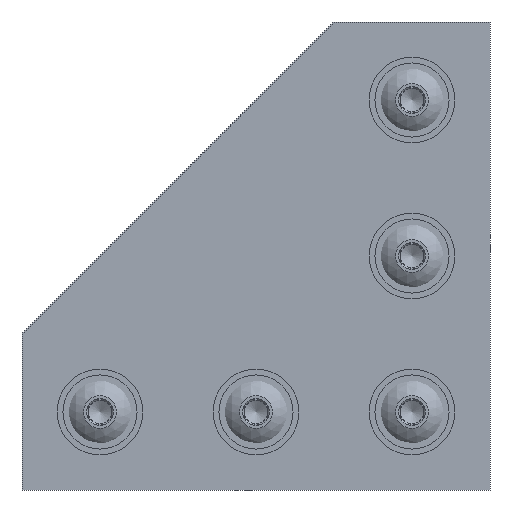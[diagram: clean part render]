
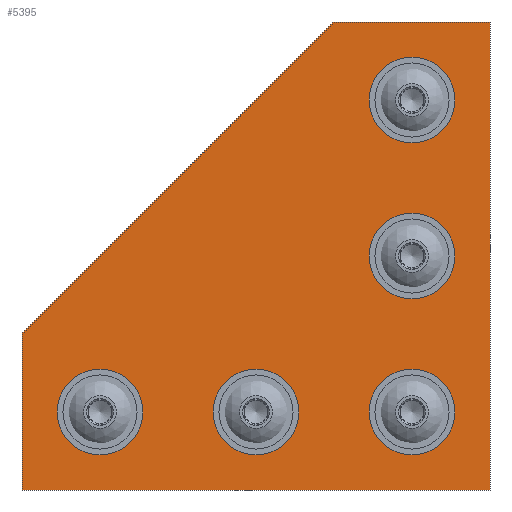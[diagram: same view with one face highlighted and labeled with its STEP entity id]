
A CAD part, front view. The second image highlights one B-rep face of the part: STEP entity #5395.
In plain terms, the highlighted planar face has unit normal (0, -1, 0).
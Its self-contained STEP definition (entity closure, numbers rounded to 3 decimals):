
#53=FACE_BOUND('',#1047,.T.);
#54=FACE_BOUND('',#1048,.T.);
#55=FACE_BOUND('',#1049,.T.);
#56=FACE_BOUND('',#1050,.T.);
#57=FACE_BOUND('',#1051,.T.);
#679=FACE_OUTER_BOUND('',#1046,.T.);
#1046=EDGE_LOOP('',(#4826,#4827,#4828,#4829,#4830));
#1047=EDGE_LOOP('',(#4831));
#1048=EDGE_LOOP('',(#4832));
#1049=EDGE_LOOP('',(#4833));
#1050=EDGE_LOOP('',(#4834));
#1051=EDGE_LOOP('',(#4835));
#1444=LINE('',#10104,#1844);
#1451=LINE('',#10153,#1851);
#1452=LINE('',#10155,#1852);
#1453=LINE('',#10157,#1853);
#1454=LINE('',#10158,#1854);
#1844=VECTOR('',#7557,10.);
#1851=VECTOR('',#7616,10.);
#1852=VECTOR('',#7617,10.);
#1853=VECTOR('',#7618,10.);
#1854=VECTOR('',#7619,10.);
#2107=CIRCLE('',#6017,5.5);
#2110=CIRCLE('',#6022,5.5);
#2113=CIRCLE('',#6027,5.5);
#2116=CIRCLE('',#6032,5.5);
#2119=CIRCLE('',#6037,5.5);
#2574=VERTEX_POINT('',#10101);
#2575=VERTEX_POINT('',#10103);
#2576=VERTEX_POINT('',#10107);
#2579=VERTEX_POINT('',#10116);
#2582=VERTEX_POINT('',#10125);
#2585=VERTEX_POINT('',#10134);
#2588=VERTEX_POINT('',#10143);
#2591=VERTEX_POINT('',#10152);
#2592=VERTEX_POINT('',#10154);
#2593=VERTEX_POINT('',#10156);
#3319=EDGE_CURVE('',#2575,#2574,#1444,.T.);
#3321=EDGE_CURVE('',#2576,#2576,#2107,.T.);
#3325=EDGE_CURVE('',#2579,#2579,#2110,.T.);
#3329=EDGE_CURVE('',#2582,#2582,#2113,.T.);
#3333=EDGE_CURVE('',#2585,#2585,#2116,.T.);
#3337=EDGE_CURVE('',#2588,#2588,#2119,.T.);
#3341=EDGE_CURVE('',#2574,#2591,#1451,.T.);
#3342=EDGE_CURVE('',#2591,#2592,#1452,.T.);
#3343=EDGE_CURVE('',#2592,#2593,#1453,.T.);
#3344=EDGE_CURVE('',#2593,#2575,#1454,.T.);
#4826=ORIENTED_EDGE('',*,*,#3319,.T.);
#4827=ORIENTED_EDGE('',*,*,#3341,.T.);
#4828=ORIENTED_EDGE('',*,*,#3342,.T.);
#4829=ORIENTED_EDGE('',*,*,#3343,.T.);
#4830=ORIENTED_EDGE('',*,*,#3344,.T.);
#4831=ORIENTED_EDGE('',*,*,#3321,.T.);
#4832=ORIENTED_EDGE('',*,*,#3325,.T.);
#4833=ORIENTED_EDGE('',*,*,#3329,.T.);
#4834=ORIENTED_EDGE('',*,*,#3333,.T.);
#4835=ORIENTED_EDGE('',*,*,#3337,.T.);
#5063=PLANE('',#6041);
#5395=ADVANCED_FACE('',(#679,#53,#54,#55,#56,#57),#5063,.F.);
#6017=AXIS2_PLACEMENT_3D('',#10108,#7561,#7562);
#6022=AXIS2_PLACEMENT_3D('',#10117,#7572,#7573);
#6027=AXIS2_PLACEMENT_3D('',#10126,#7583,#7584);
#6032=AXIS2_PLACEMENT_3D('',#10135,#7594,#7595);
#6037=AXIS2_PLACEMENT_3D('',#10144,#7605,#7606);
#6041=AXIS2_PLACEMENT_3D('',#10151,#7614,#7615);
#7557=DIRECTION('',(-0.707,0.,-0.707));
#7561=DIRECTION('center_axis',(0.,1.,0.));
#7562=DIRECTION('ref_axis',(1.,0.,0.));
#7572=DIRECTION('center_axis',(0.,1.,0.));
#7573=DIRECTION('ref_axis',(1.,0.,0.));
#7583=DIRECTION('center_axis',(0.,1.,0.));
#7584=DIRECTION('ref_axis',(1.,0.,0.));
#7594=DIRECTION('center_axis',(0.,1.,0.));
#7595=DIRECTION('ref_axis',(1.,0.,0.));
#7605=DIRECTION('center_axis',(0.,1.,0.));
#7606=DIRECTION('ref_axis',(1.,0.,0.));
#7614=DIRECTION('center_axis',(0.,1.,0.));
#7615=DIRECTION('ref_axis',(1.,0.,0.));
#7616=DIRECTION('',(0.,0.,-1.));
#7617=DIRECTION('',(1.,0.,0.));
#7618=DIRECTION('',(0.,0.,1.));
#7619=DIRECTION('',(-1.,0.,0.));
#10101=CARTESIAN_POINT('',(0.,0.,20.));
#10103=CARTESIAN_POINT('',(40.,0.,60.));
#10104=CARTESIAN_POINT('',(40.,0.,60.));
#10107=CARTESIAN_POINT('',(44.5,0.,10.));
#10108=CARTESIAN_POINT('Origin',(50.,0.,10.));
#10116=CARTESIAN_POINT('',(44.5,0.,30.));
#10117=CARTESIAN_POINT('Origin',(50.,0.,30.));
#10125=CARTESIAN_POINT('',(24.5,0.,10.));
#10126=CARTESIAN_POINT('Origin',(30.,0.,10.));
#10134=CARTESIAN_POINT('',(44.5,0.,50.));
#10135=CARTESIAN_POINT('Origin',(50.,0.,50.));
#10143=CARTESIAN_POINT('',(4.5,0.,10.));
#10144=CARTESIAN_POINT('Origin',(10.,0.,10.));
#10151=CARTESIAN_POINT('Origin',(30.,0.,30.));
#10152=CARTESIAN_POINT('',(0.,0.,0.));
#10153=CARTESIAN_POINT('',(0.,0.,60.));
#10154=CARTESIAN_POINT('',(60.,0.,0.));
#10155=CARTESIAN_POINT('',(0.,0.,0.));
#10156=CARTESIAN_POINT('',(60.,0.,60.));
#10157=CARTESIAN_POINT('',(60.,0.,0.));
#10158=CARTESIAN_POINT('',(60.,0.,60.));
